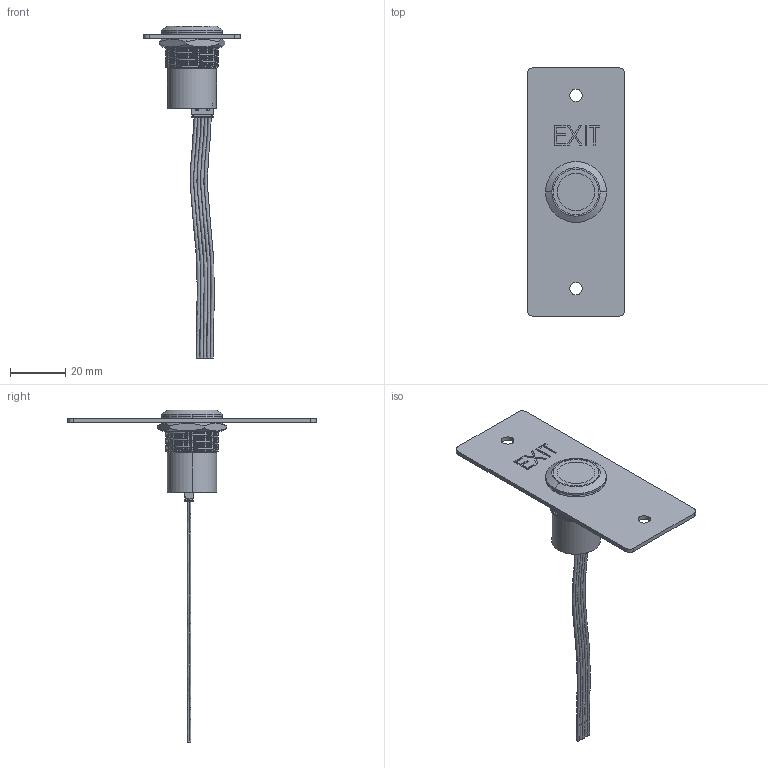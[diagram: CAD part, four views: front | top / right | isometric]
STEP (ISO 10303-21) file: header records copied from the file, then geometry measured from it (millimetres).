
FILE_DESCRIPTION (( 'STEP AP214' ), '1' );
FILE_NAME ('PB19IREXTE_STPALL.STEP', '2025-05-20T07:00:03', ( '' ), ( '' ), 'SwSTEP 2.0', 'SolidWorks 2024', '' );
FILE_SCHEMA (( 'AUTOMOTIVE_DESIGN' ));
Length unit declared in the file: millimetre
Products named in the file (1): PB19IREXTE_STPALL
Bounding box: 35 x 90 x 120.18 mm (x, y, z)
Volume: 13087.9 mm3; surface area: 12620.2 mm2
Topology: 16 solids, 16 shells, 794 faces, 2120 edges, 1363 vertices
Faces by surface type: plane 612, cylinder 118, torus 38, bspline 16, cone 10
Entity records: 36390 total; most frequent: CARTESIAN_POINT 7853, ORIENTED_EDGE 4236, DIRECTION 3810, EDGE_CURVE 2118, LINE 1688, VECTOR 1688, VERTEX_POINT 1363, AXIS2_PLACEMENT_3D 1061
